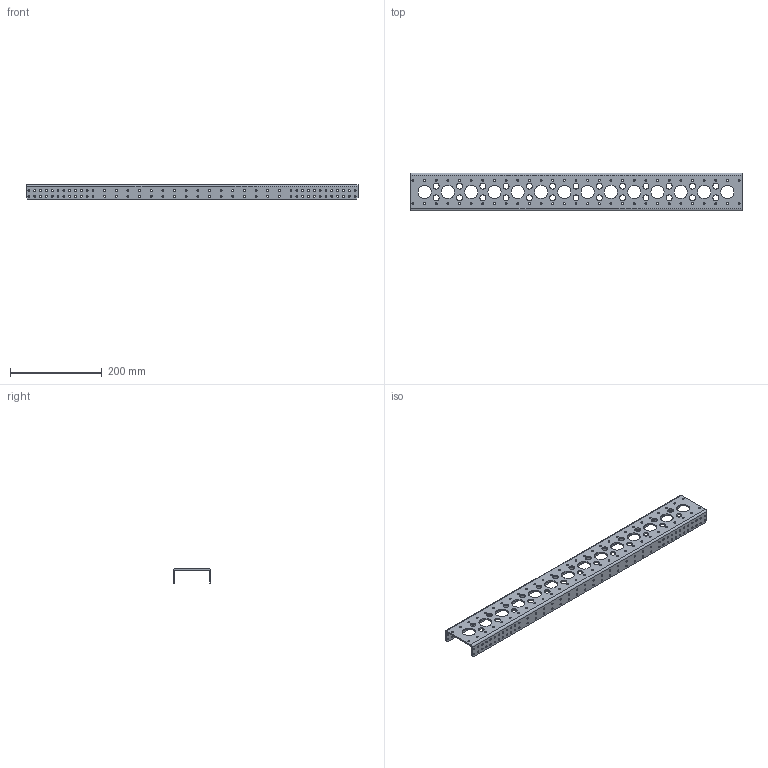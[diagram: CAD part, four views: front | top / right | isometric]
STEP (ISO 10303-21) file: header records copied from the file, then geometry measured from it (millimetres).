
FILE_DESCRIPTION (( 'STEP AP203' ), '1' );
FILE_NAME ('217-3648-002 Rev2.STEP', '2014-01-10T22:40:34', ( '' ), ( '' ), 'SwSTEP 2.0', 'SolidWorks 2013', '' );
FILE_SCHEMA (( 'CONFIG_CONTROL_DESIGN' ));
Length unit declared in the file: inch
Products named in the file (1): 217-3648-002 Rev2
Bounding box: 723.9 x 82.8 x 31.75 mm (x, y, z)
Volume: 267785.1 mm3; surface area: 190416.7 mm2
Topology: 1 solids, 1 shells, 542 faces, 1604 edges, 1064 vertices
Faces by surface type: cylinder 520, plane 22
Entity records: 19851 total; most frequent: DIRECTION 3730, CARTESIAN_POINT 3211, ORIENTED_EDGE 3208, EDGE_CURVE 1604, AXIS2_PLACEMENT_3D 1583, VERTEX_POINT 1064, EDGE_LOOP 1058, CIRCLE 1040
